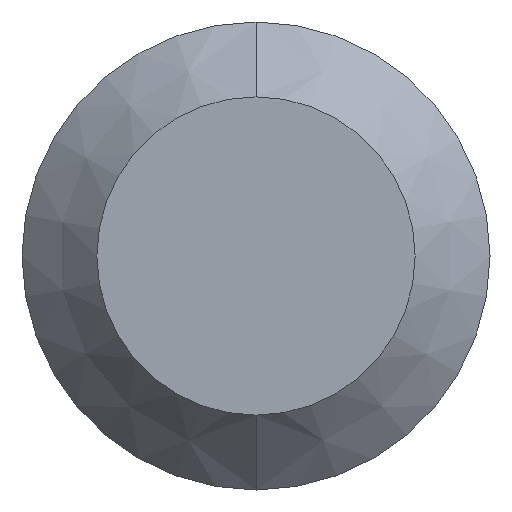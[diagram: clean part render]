
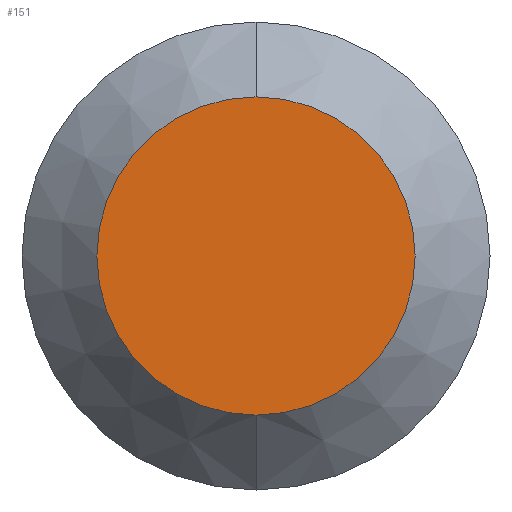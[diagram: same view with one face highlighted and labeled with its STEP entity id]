
A CAD part, front view. The second image highlights one B-rep face of the part: STEP entity #151.
In plain terms, the highlighted planar face has unit normal (0, -1, 0).
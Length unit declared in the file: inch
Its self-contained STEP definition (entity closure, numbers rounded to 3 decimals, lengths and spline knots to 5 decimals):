
#65 = DIRECTION ( 'NONE',  ( 0., 0., 1. ) ) ;
#72 = CARTESIAN_POINT ( 'NONE',  ( 0., -10.125, 0. ) ) ;
#77 = ORIENTED_EDGE ( 'NONE', *, *, #131, .T. ) ;
#99 = ORIENTED_EDGE ( 'NONE', *, *, #112, .T. ) ;
#112 = EDGE_CURVE ( 'NONE', #260, #132, #278, .T. ) ;
#114 = CARTESIAN_POINT ( 'NONE',  ( 0., -10.125, 0.10625 ) ) ;
#130 = AXIS2_PLACEMENT_3D ( 'NONE', #72, #139, #137 ) ;
#131 = EDGE_CURVE ( 'NONE', #132, #260, #167, .T. ) ;
#132 = VERTEX_POINT ( 'NONE', #114 ) ;
#137 = DIRECTION ( 'NONE',  ( 0., 0., 1. ) ) ;
#139 = DIRECTION ( 'NONE',  ( 0., 1., 0. ) ) ;
#140 = AXIS2_PLACEMENT_3D ( 'NONE', #176, #195, #65 ) ;
#151 = ADVANCED_FACE ( 'NONE', ( #160 ), #156, .F. ) ;
#156 = PLANE ( 'NONE',  #130 ) ;
#157 = CARTESIAN_POINT ( 'NONE',  ( 0., -10.125, 0. ) ) ;
#160 = FACE_OUTER_BOUND ( 'NONE', #257, .T. ) ;
#167 = CIRCLE ( 'NONE', #173, 0.10625 ) ;
#173 = AXIS2_PLACEMENT_3D ( 'NONE', #157, #247, #270 ) ;
#176 = CARTESIAN_POINT ( 'NONE',  ( 0., -10.125, 0. ) ) ;
#195 = DIRECTION ( 'NONE',  ( 0., -1., 0. ) ) ;
#222 = CARTESIAN_POINT ( 'NONE',  ( 0., -10.125, -0.10625 ) ) ;
#247 = DIRECTION ( 'NONE',  ( 0., -1., 0. ) ) ;
#257 = EDGE_LOOP ( 'NONE', ( #77, #99 ) ) ;
#260 = VERTEX_POINT ( 'NONE', #222 ) ;
#270 = DIRECTION ( 'NONE',  ( 0., 0., 1. ) ) ;
#278 = CIRCLE ( 'NONE', #140, 0.10625 ) ;
